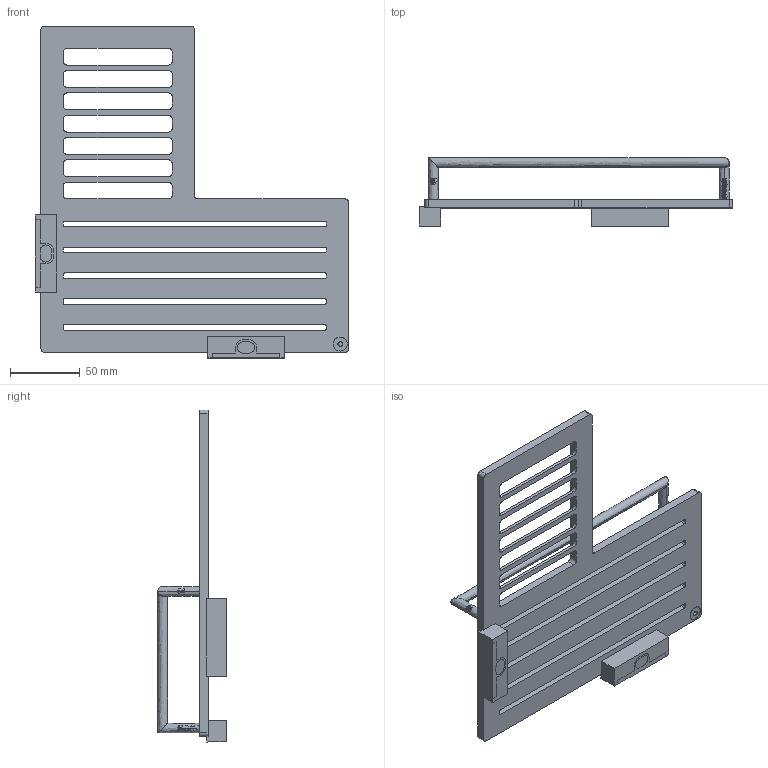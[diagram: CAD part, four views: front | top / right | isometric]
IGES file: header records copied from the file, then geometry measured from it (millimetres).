
Start section:  PTC IGES file: 28504l.igs
Global section: file name: 28504l.igs; native system: Creo Parametric by PTC Inc.; preprocessor: 2018400; author: jinson.thomas; organization: Unknown; date: 20220214.150226; units: inch
Bounding box: 224.61 x 49 x 238.02 mm (x, y, z)
Volume: 190954.8 mm3; surface area: 93967.5 mm2
Topology: 1 solids, 1 shells, 293 faces, 834 edges, 543 vertices
Faces by surface type: revolution 163, bspline 130
